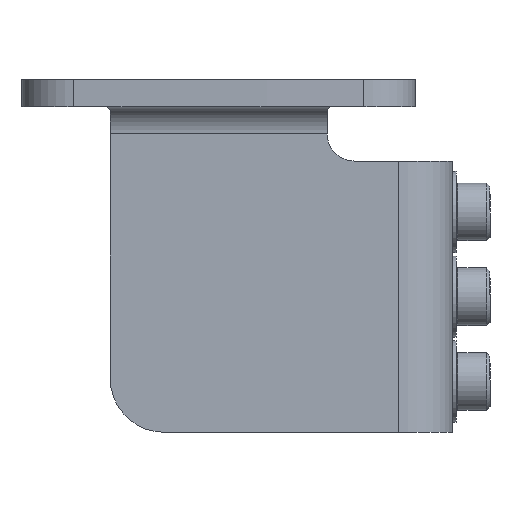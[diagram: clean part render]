
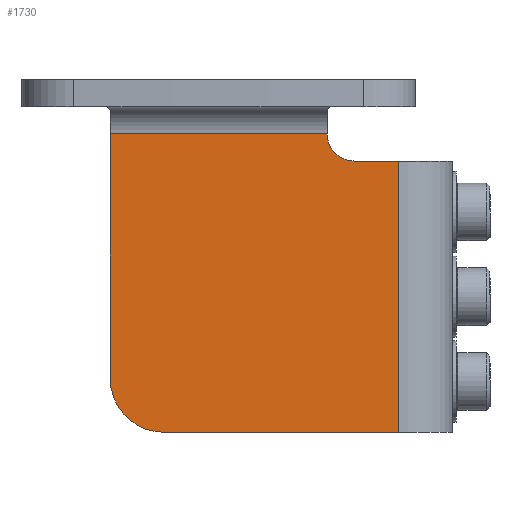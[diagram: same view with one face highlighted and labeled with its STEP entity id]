
A CAD part, left-side view. The second image highlights one B-rep face of the part: STEP entity #1730.
In plain terms, the highlighted planar face has unit normal (-1, 0, 0).
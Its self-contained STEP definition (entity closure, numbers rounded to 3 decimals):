
#112=PLANE('',#1936);
#202=CIRCLE('',#1937,4.);
#203=CIRCLE('',#1938,8.);
#261=LINE('',#2703,#365);
#265=LINE('',#2795,#369);
#282=LINE('',#2868,#386);
#285=LINE('',#2872,#389);
#286=LINE('',#2877,#390);
#365=VECTOR('',#2114,1000.);
#369=VECTOR('',#2194,1000.);
#386=VECTOR('',#2263,1000.);
#389=VECTOR('',#2268,1000.);
#390=VECTOR('',#2273,1000.);
#569=ORIENTED_EDGE('',*,*,#1027,.T.);
#570=ORIENTED_EDGE('',*,*,#1028,.T.);
#571=ORIENTED_EDGE('',*,*,#949,.F.);
#572=ORIENTED_EDGE('',*,*,#1024,.T.);
#573=ORIENTED_EDGE('',*,*,#1029,.F.);
#574=ORIENTED_EDGE('',*,*,#1030,.T.);
#575=ORIENTED_EDGE('',*,*,#988,.F.);
#949=EDGE_CURVE('',#1184,#1185,#261,.T.);
#988=EDGE_CURVE('',#1218,#1220,#265,.T.);
#1024=EDGE_CURVE('',#1184,#1249,#282,.T.);
#1027=EDGE_CURVE('',#1218,#1250,#285,.T.);
#1028=EDGE_CURVE('',#1250,#1185,#202,.T.);
#1029=EDGE_CURVE('',#1251,#1249,#203,.T.);
#1030=EDGE_CURVE('',#1251,#1220,#286,.T.);
#1184=VERTEX_POINT('',#2702);
#1185=VERTEX_POINT('',#2704);
#1218=VERTEX_POINT('',#2793);
#1220=VERTEX_POINT('',#2796);
#1249=VERTEX_POINT('',#2867);
#1250=VERTEX_POINT('',#2873);
#1251=VERTEX_POINT('',#2876);
#1394=EDGE_LOOP('',(#569,#570,#571,#572,#573,#574,#575));
#1550=FACE_BOUND('',#1394,.T.);
#1730=ADVANCED_FACE('',(#1550),#112,.F.);
#1936=AXIS2_PLACEMENT_3D('',#2871,#2266,#2267);
#1937=AXIS2_PLACEMENT_3D('',#2874,#2269,#2270);
#1938=AXIS2_PLACEMENT_3D('',#2875,#2271,#2272);
#2114=DIRECTION('',(0.,-1.,0.));
#2194=DIRECTION('',(0.,0.,-1.));
#2263=DIRECTION('',(0.,0.,-1.));
#2266=DIRECTION('',(1.,0.,0.));
#2267=DIRECTION('',(0.,0.,-1.));
#2268=DIRECTION('',(0.,1.,0.));
#2269=DIRECTION('',(1.,0.,0.));
#2270=DIRECTION('',(0.,0.,-1.));
#2271=DIRECTION('',(1.,0.,0.));
#2272=DIRECTION('',(0.,0.,-1.));
#2273=DIRECTION('',(0.,-1.,0.));
#2702=CARTESIAN_POINT('',(-38.,50.5,44.));
#2703=CARTESIAN_POINT('',(-38.,50.5,44.));
#2704=CARTESIAN_POINT('',(-38.,18.5,44.));
#2793=CARTESIAN_POINT('',(-38.,8.,40.));
#2795=CARTESIAN_POINT('',(-38.,8.,44.));
#2796=CARTESIAN_POINT('',(-38.,8.,0.));
#2867=CARTESIAN_POINT('',(-38.,50.5,8.));
#2868=CARTESIAN_POINT('',(-38.,50.5,44.));
#2871=CARTESIAN_POINT('',(-38.,50.5,44.));
#2872=CARTESIAN_POINT('',(-38.,0.,40.));
#2873=CARTESIAN_POINT('',(-38.,14.5,40.));
#2874=CARTESIAN_POINT('',(-38.,14.5,44.));
#2875=CARTESIAN_POINT('',(-38.,42.5,8.));
#2876=CARTESIAN_POINT('',(-38.,42.5,0.));
#2877=CARTESIAN_POINT('',(-38.,50.5,0.));
